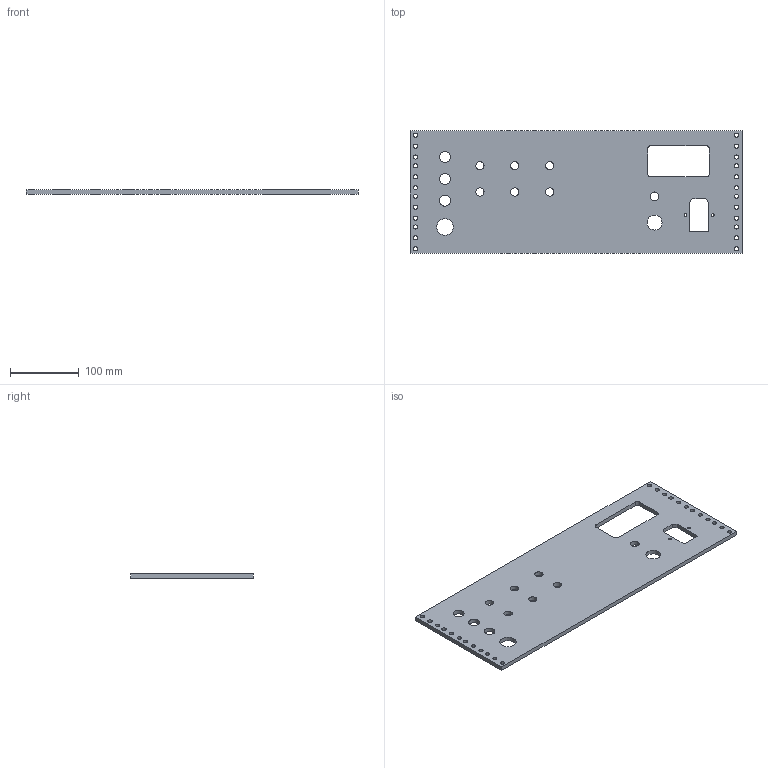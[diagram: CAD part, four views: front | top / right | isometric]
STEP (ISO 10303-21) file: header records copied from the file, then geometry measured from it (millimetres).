
FILE_DESCRIPTION(/* description */ (''),/* implementation_level */ '2;1');
FILE_NAME(/* name */ 'front_panel_3 v4.step',/* time_stamp */ '2025-09-16T17:50:54-04:00',/* author */ (''),/* organization */ (''),/* preprocessor_version */ 'ST-DEVELOPER v20.1',/* originating_system */ 'Autodesk Translation Framework v14.17.0.0',/* authorisation */ '');
FILE_SCHEMA (('AUTOMOTIVE_DESIGN { 1 0 10303 214 3 1 1 }'));
Length unit declared in the file: inch
Products named in the file (1): front_panel_3
Bounding box: 482.6 x 177.8 x 6.35 mm (x, y, z)
Volume: 492362.7 mm3; surface area: 172615.9 mm2
Topology: 1 solids, 1 shells, 58 faces, 168 edges, 112 vertices
Faces by surface type: cylinder 42, plane 16
Full cylindrical faces by diameter (mm): 3.81 x2, 6 x24, 11.938 x6, 12.7 x1, 16.002 x3, 21.59 x1, 23.812 x1
Entity records: 2151 total; most frequent: DIRECTION 370, CARTESIAN_POINT 339, ORIENTED_EDGE 336, EDGE_CURVE 168, AXIS2_PLACEMENT_3D 143, EDGE_LOOP 138, VERTEX_POINT 112, LINE 84
